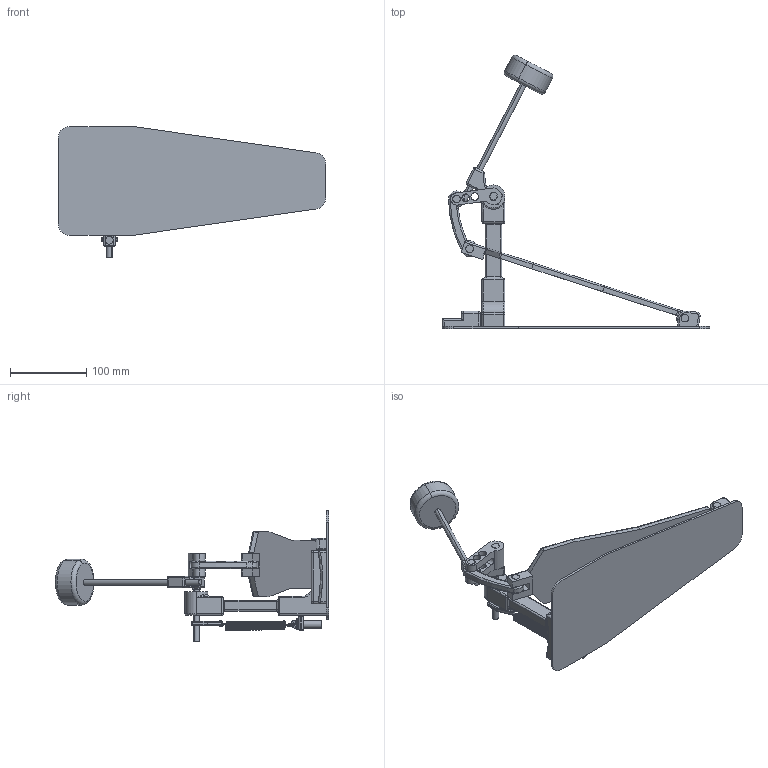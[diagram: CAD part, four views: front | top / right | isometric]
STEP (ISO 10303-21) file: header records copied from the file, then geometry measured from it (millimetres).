
FILE_DESCRIPTION (( 'STEP AP214' ), '1' );
FILE_NAME ('Assembly.STEP', '2015-04-29T07:55:37', ( 'Sean' ), ( '' ), 'SwSTEP 2.0', 'SolidWorks 2014', '' );
FILE_SCHEMA (( 'AUTOMOTIVE_DESIGN' ));
Length unit declared in the file: millimetre
Products named in the file (16): Baseplate; Assembly; Spring_DＧaut; spring bottom; spring top; connector; beater; big pin; heel plate; footboard; small pin; direct link; link cam; beater holder; shaft; pillar
Assembly tree (16 placements, depth 2):
  Assembly
    Baseplate
    pillar
    shaft
    beater holder
    link cam
    direct link
    small pin  x2
    footboard
    heel plate
    big pin
    beater
    connector
    spring top
    spring bottom
    Spring_DＧaut
Bounding box: 350 x 357.67 x 171 mm (x, y, z)
Volume: 644720.8 mm3; surface area: 225984.4 mm2
Topology: 16 solids, 16 shells, 553 faces, 1308 edges, 746 vertices
Faces by surface type: cylinder 240, plane 157, torus 69, sphere 48, bspline 39
Entity records: 34502 total; most frequent: CARTESIAN_POINT 20960, DIRECTION 2740, ORIENTED_EDGE 2512, EDGE_CURVE 1256, AXIS2_PLACEMENT_3D 1074, VERTEX_POINT 742, EDGE_LOOP 596, LINE 592
